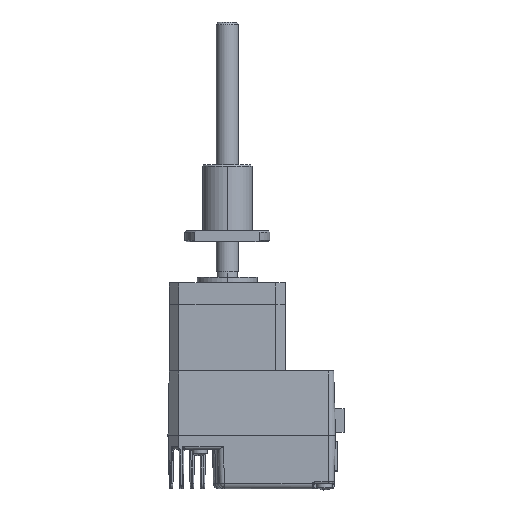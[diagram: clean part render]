
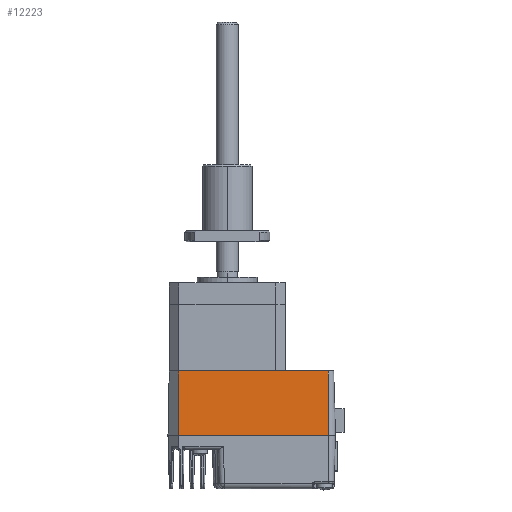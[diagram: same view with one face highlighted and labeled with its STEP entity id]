
A CAD part, top view. The second image highlights one B-rep face of the part: STEP entity #12223.
In plain terms, the highlighted planar face has unit normal (0, 0.026, 1).
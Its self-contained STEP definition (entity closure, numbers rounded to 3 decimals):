
#170 = FACE_OUTER_BOUND ( 'NONE', #188, .T. ) ;
#188 = EDGE_LOOP ( 'NONE', ( #665, #13621, #12776, #14249 ) ) ;
#419 = PLANE ( 'NONE',  #18497 ) ;
#665 = ORIENTED_EDGE ( 'NONE', *, *, #17637, .T. ) ;
#790 = VECTOR ( 'NONE', #16521, 1000. ) ;
#1064 = CARTESIAN_POINT ( 'NONE',  ( -14.081, -50.908, 75.65 ) ) ;
#1498 = CARTESIAN_POINT ( 'NONE',  ( 40.319, -50.908, 75.65 ) ) ;
#1591 = EDGE_CURVE ( 'NONE', #17786, #12462, #9822, .T. ) ;
#2474 = EDGE_CURVE ( 'NONE', #12462, #15312, #4112, .T. ) ;
#3206 = LINE ( 'NONE', #13650, #8366 ) ;
#3397 = DIRECTION ( 'NONE',  ( 0., -1., 0.026 ) ) ;
#4112 = LINE ( 'NONE', #17550, #8552 ) ;
#4559 = VERTEX_POINT ( 'NONE', #1498 ) ;
#5040 = DIRECTION ( 'NONE',  ( 0., 1., -0.026 ) ) ;
#5652 = CARTESIAN_POINT ( 'NONE',  ( -14.336, -74.408, 76.265 ) ) ;
#6189 = LINE ( 'NONE', #17892, #790 ) ;
#6828 = CARTESIAN_POINT ( 'NONE',  ( 40.319, -74.408, 76.265 ) ) ;
#7508 = CARTESIAN_POINT ( 'NONE',  ( -14.081, -50.908, 75.65 ) ) ;
#8257 = VECTOR ( 'NONE', #16613, 1000. ) ;
#8366 = VECTOR ( 'NONE', #5040, 1000. ) ;
#8552 = VECTOR ( 'NONE', #17876, 1000. ) ;
#8991 = EDGE_CURVE ( 'NONE', #15312, #4559, #3206, .T. ) ;
#9822 = LINE ( 'NONE', #1064, #8257 ) ;
#12223 = ADVANCED_FACE ( 'NONE', ( #170 ), #419, .T. ) ;
#12462 = VERTEX_POINT ( 'NONE', #5652 ) ;
#12776 = ORIENTED_EDGE ( 'NONE', *, *, #2474, .T. ) ;
#12828 = CARTESIAN_POINT ( 'NONE',  ( -14.081, -50.908, 75.65 ) ) ;
#13621 = ORIENTED_EDGE ( 'NONE', *, *, #1591, .T. ) ;
#13650 = CARTESIAN_POINT ( 'NONE',  ( 40.319, -50.908, 75.65 ) ) ;
#14249 = ORIENTED_EDGE ( 'NONE', *, *, #8991, .T. ) ;
#15312 = VERTEX_POINT ( 'NONE', #6828 ) ;
#16095 = DIRECTION ( 'NONE',  ( 0., 0.026, 1. ) ) ;
#16521 = DIRECTION ( 'NONE',  ( -1., 0., 0. ) ) ;
#16613 = DIRECTION ( 'NONE',  ( -0.011, -1., 0.026 ) ) ;
#17550 = CARTESIAN_POINT ( 'NONE',  ( -14.081, -74.408, 76.265 ) ) ;
#17637 = EDGE_CURVE ( 'NONE', #4559, #17786, #6189, .T. ) ;
#17786 = VERTEX_POINT ( 'NONE', #12828 ) ;
#17876 = DIRECTION ( 'NONE',  ( 1., 0., 0. ) ) ;
#17892 = CARTESIAN_POINT ( 'NONE',  ( -14.081, -50.908, 75.65 ) ) ;
#18497 = AXIS2_PLACEMENT_3D ( 'NONE', #7508, #16095, #3397 ) ;
